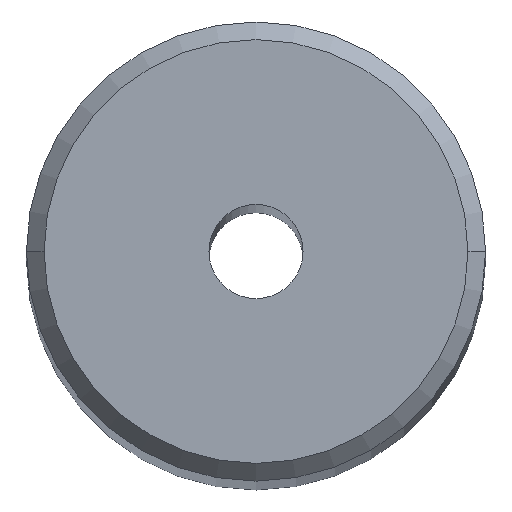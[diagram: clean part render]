
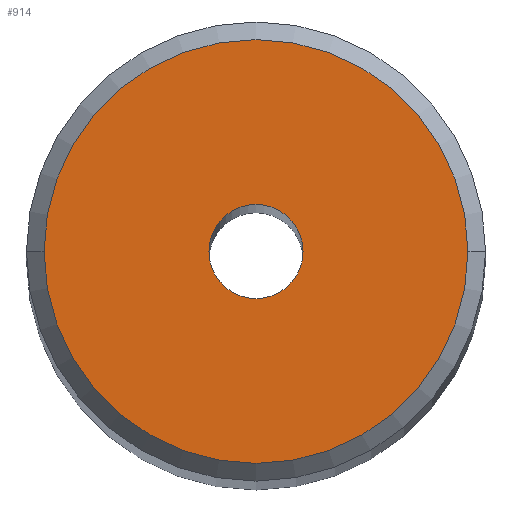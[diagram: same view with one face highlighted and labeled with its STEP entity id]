
A CAD part, top view. The second image highlights one B-rep face of the part: STEP entity #914.
In plain terms, the highlighted planar face has unit normal (0, 0, 1).
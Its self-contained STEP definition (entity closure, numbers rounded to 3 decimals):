
#498=VERTEX_POINT('NONE',#1211);
#622=VERTEX_POINT('NONE',#1346);
#734=EDGE_CURVE('NONE',#812,#498,#1473,.T.);
#812=VERTEX_POINT('NONE',#1567);
#854=EDGE_CURVE('NONE',#498,#812,#1615,.T.);
#914=ADVANCED_FACE('NONE',(#1681,#1682),#1683,.T.);
#976=VERTEX_POINT('NONE',#1752);
#994=EDGE_CURVE('NONE',#976,#622,#1772,.T.);
#996=EDGE_CURVE('NONE',#622,#976,#1774,.T.);
#1211=CARTESIAN_POINT('',(18.0,0.,435.0));
#1346=CARTESIAN_POINT('',(4.,0.,435.0));
#1473=CIRCLE('',#2474,18.0);
#1567=CARTESIAN_POINT('',(-18.0,0.0,435.0));
#1615=CIRCLE('',#2663,18.0);
#1681=FACE_OUTER_BOUND('',#2758,.T.);
#1682=FACE_BOUND('',#2759,.T.);
#1683=PLANE('',#2760);
#1752=CARTESIAN_POINT('',(-4.,0.0,435.0));
#1772=CIRCLE('',#2950,4.);
#1774=CIRCLE('',#2953,4.);
#2474=AXIS2_PLACEMENT_3D('',#3525,#3526,#3527);
#2663=AXIS2_PLACEMENT_3D('',#3737,#3738,#3739);
#2758=EDGE_LOOP('',(#3810,#3811));
#2759=EDGE_LOOP('',(#3812,#3813));
#2760=AXIS2_PLACEMENT_3D('',#3814,#3815,#3816);
#2950=AXIS2_PLACEMENT_3D('',#3920,#3921,#3922);
#2953=AXIS2_PLACEMENT_3D('',#3923,#3924,#3925);
#3525=CARTESIAN_POINT('',(0.0,0.0,435.0));
#3526=DIRECTION('',(0.0,0.0,1.0));
#3527=DIRECTION('',(1.0,0.0,0.0));
#3737=CARTESIAN_POINT('',(0.0,0.0,435.0));
#3738=DIRECTION('',(0.0,0.0,1.0));
#3739=DIRECTION('',(1.0,0.0,0.0));
#3810=ORIENTED_EDGE('',*,*,#734,.T.);
#3811=ORIENTED_EDGE('',*,*,#854,.T.);
#3812=ORIENTED_EDGE('',*,*,#994,.F.);
#3813=ORIENTED_EDGE('',*,*,#996,.F.);
#3814=CARTESIAN_POINT('',(0.0,0.,435.0));
#3815=DIRECTION('',(0.0,0.0,1.0));
#3816=DIRECTION('',(1.0,0.0,0.0));
#3920=CARTESIAN_POINT('',(0.0,0.0,435.0));
#3921=DIRECTION('',(0.0,0.0,1.0));
#3922=DIRECTION('',(1.0,0.0,0.0));
#3923=CARTESIAN_POINT('',(0.0,0.0,435.0));
#3924=DIRECTION('',(0.0,0.0,1.0));
#3925=DIRECTION('',(1.0,0.0,0.0));
